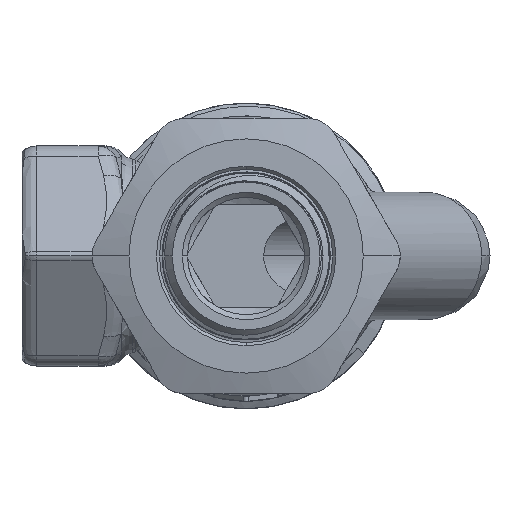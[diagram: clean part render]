
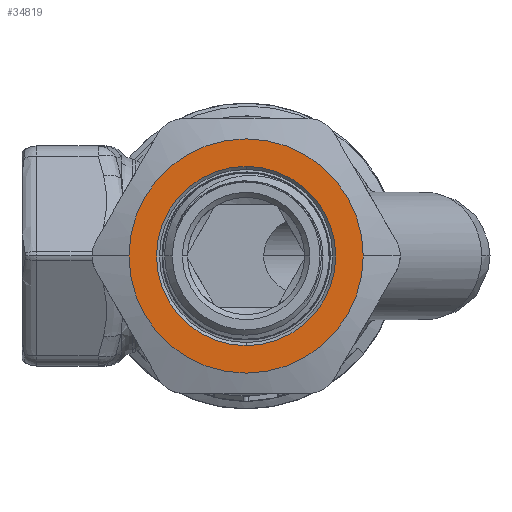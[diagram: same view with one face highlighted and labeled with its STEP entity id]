
A CAD part, front view. The second image highlights one B-rep face of the part: STEP entity #34819.
In plain terms, the highlighted planar face has unit normal (0, -1, 0).
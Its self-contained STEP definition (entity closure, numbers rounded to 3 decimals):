
#3654=CARTESIAN_POINT('',(0.,-30.25,0.));
#3655=DIRECTION('',(0.,-1.,0.));
#3656=DIRECTION('',(-1.,0.,0.));
#3657=AXIS2_PLACEMENT_3D('',#3654,#3655,#3656);
#3659=CARTESIAN_POINT('',(0.,-30.25,0.));
#3660=DIRECTION('',(0.,-1.,0.));
#3661=DIRECTION('',(1.,0.,0.));
#3662=AXIS2_PLACEMENT_3D('',#3659,#3660,#3661);
#3938=CARTESIAN_POINT('',(0.,-30.25,0.));
#3939=DIRECTION('',(0.,-1.,0.));
#3940=DIRECTION('',(0.,0.,-1.));
#3941=AXIS2_PLACEMENT_3D('',#3938,#3939,#3940);
#3956=CARTESIAN_POINT('',(0.,-30.25,0.));
#3957=DIRECTION('',(0.,-1.,0.));
#3958=DIRECTION('',(0.,0.,1.));
#3959=AXIS2_PLACEMENT_3D('',#3956,#3957,#3958);
#28828=CARTESIAN_POINT('',(-11.5,-30.25,0.));
#28829=CARTESIAN_POINT('',(11.5,-30.25,0.));
#28830=VERTEX_POINT('',#28828);
#28831=VERTEX_POINT('',#28829);
#28858=CARTESIAN_POINT('',(0.,-30.25,8.8));
#28859=CARTESIAN_POINT('',(0.,-30.25,-8.8));
#28860=VERTEX_POINT('',#28858);
#28861=VERTEX_POINT('',#28859);
#34803=CARTESIAN_POINT('',(0.,-30.25,0.));
#34804=DIRECTION('',(0.,-1.,0.));
#34805=DIRECTION('',(-1.,0.,0.));
#34806=AXIS2_PLACEMENT_3D('',#34803,#34804,#34805);
#34807=PLANE('',#34806);
#34808=ORIENTED_EDGE('',*,*,#34783,.F.);
#34810=ORIENTED_EDGE('',*,*,#34809,.F.);
#34811=EDGE_LOOP('',(#34808,#34810));
#34812=FACE_OUTER_BOUND('',#34811,.F.);
#34814=ORIENTED_EDGE('',*,*,#34813,.T.);
#34816=ORIENTED_EDGE('',*,*,#34815,.T.);
#34817=EDGE_LOOP('',(#34814,#34816));
#34818=FACE_BOUND('',#34817,.F.);
#34819=ADVANCED_FACE('',(#34812,#34818),#34807,.T.);
#3658=CIRCLE('',#3657,11.5);
#3663=CIRCLE('',#3662,11.5);
#3942=CIRCLE('',#3941,8.8);
#3960=CIRCLE('',#3959,8.8);
#34783=EDGE_CURVE('',#28830,#28831,#3658,.T.);
#34809=EDGE_CURVE('',#28831,#28830,#3663,.T.);
#34813=EDGE_CURVE('',#28861,#28860,#3942,.T.);
#34815=EDGE_CURVE('',#28860,#28861,#3960,.T.);
